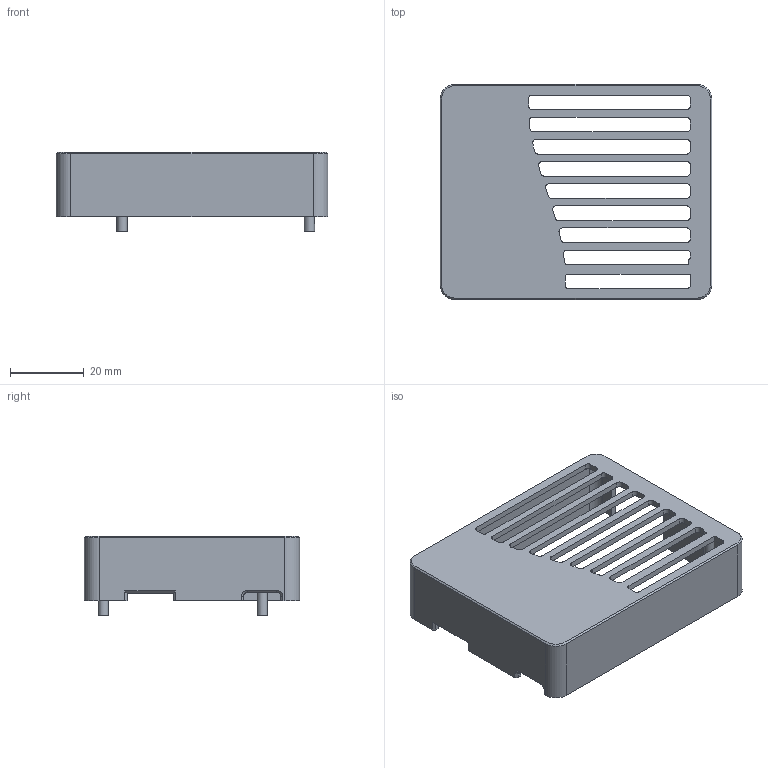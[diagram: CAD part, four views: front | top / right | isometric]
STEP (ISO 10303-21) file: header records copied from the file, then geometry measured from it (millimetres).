
FILE_DESCRIPTION(/* description */ (''),/* implementation_level */ '2;1');
FILE_NAME(/* name */ 'Enclosure Top.step',/* time_stamp */ '2024-03-15T10:39:53-04:00',/* author */ (''),/* organization */ (''),/* preprocessor_version */ 'ST-DEVELOPER v20',/* originating_system */ 'Autodesk Translation Framework v12.20.1.177',/* authorisation */ '');
FILE_SCHEMA (('AUTOMOTIVE_DESIGN { 1 0 10303 214 3 1 1 }'));
Length unit declared in the file: millimetre
Products named in the file (1): Enclosure Top
Bounding box: 73.6 x 58.3 x 21.6 mm (x, y, z)
Volume: 10689.1 mm3; surface area: 15049.7 mm2
Topology: 1 solids, 1 shells, 123 faces, 346 edges, 226 vertices
Faces by surface type: plane 63, cylinder 33, bspline 21, cone 6
Full cylindrical faces by diameter (mm): 2.8 x2
Entity records: 4529 total; most frequent: CARTESIAN_POINT 1424, ORIENTED_EDGE 692, DIRECTION 556, EDGE_CURVE 346, VERTEX_POINT 226, LINE 202, VECTOR 202, AXIS2_PLACEMENT_3D 177
